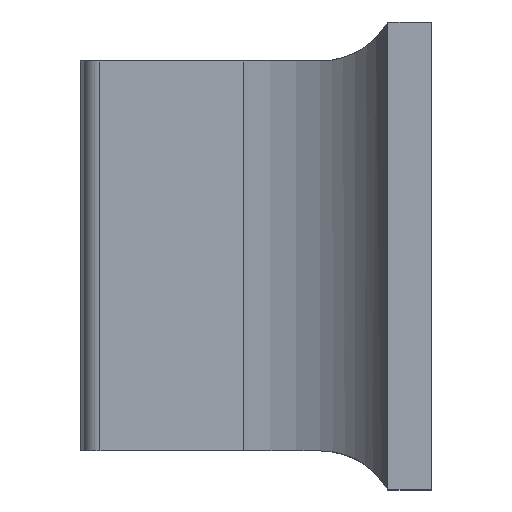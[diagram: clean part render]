
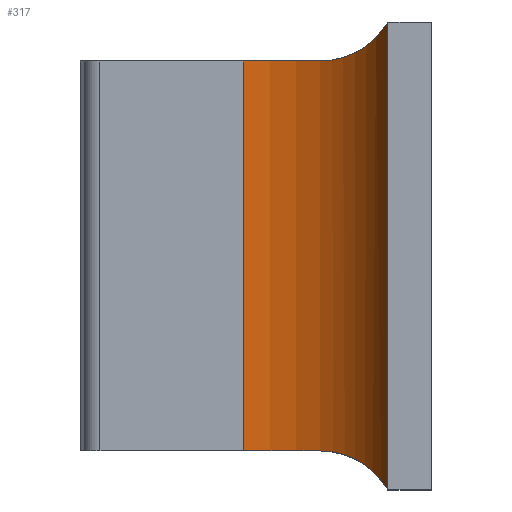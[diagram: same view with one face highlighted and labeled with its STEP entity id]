
A CAD part, left-side view. The second image highlights one B-rep face of the part: STEP entity #317.
In plain terms, the highlighted cylindrical face has radius 0.2 mm (diameter 0.4 mm), a partial arc.
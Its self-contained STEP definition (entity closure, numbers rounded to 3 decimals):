
#21 = CARTESIAN_POINT ( 'NONE',  ( -0.612, 0.071, -0.274 ) ) ;
#30 = B_SPLINE_CURVE_WITH_KNOTS ( 'NONE', 3,
 ( #855, #556, #21, #1515 ),
 .UNSPECIFIED., .F., .F.,
 ( 4, 4 ),
 ( 0., 0. ),
 .UNSPECIFIED. ) ;
#35 = DIRECTION ( 'NONE',  ( -1., 0., 0. ) ) ;
#143 = CARTESIAN_POINT ( 'NONE',  ( -0.65, 0.056, -0.3 ) ) ;
#154 = CARTESIAN_POINT ( 'NONE',  ( -0.525, 0.241, -0.25 ) ) ;
#167 = CIRCLE ( 'NONE', #1462, 0.2 ) ;
#200 = EDGE_CURVE ( 'NONE', #319, #538, #1123, .T. ) ;
#212 = DIRECTION ( 'NONE',  ( 1., 0., 0. ) ) ;
#217 = B_SPLINE_CURVE_WITH_KNOTS ( 'NONE', 3,
 ( #946, #388, #411, #818, #392, #418 ),
 .UNSPECIFIED., .F., .F.,
 ( 4, 2, 4 ),
 ( 0., 0., 0. ),
 .UNSPECIFIED. ) ;
#317 = ADVANCED_FACE ( 'NONE', ( #963 ), #514, .F. ) ;
#319 = VERTEX_POINT ( 'NONE', #143 ) ;
#388 = CARTESIAN_POINT ( 'NONE',  ( -0.631, 0.064, 0.287 ) ) ;
#392 = CARTESIAN_POINT ( 'NONE',  ( -0.563, 0.121, 0.25 ) ) ;
#411 = CARTESIAN_POINT ( 'NONE',  ( -0.613, 0.074, 0.275 ) ) ;
#418 = CARTESIAN_POINT ( 'NONE',  ( -0.551, 0.143, 0.25 ) ) ;
#428 = CARTESIAN_POINT ( 'NONE',  ( -0.725, 0.241, 0. ) ) ;
#434 = ORIENTED_EDGE ( 'NONE', *, *, #200, .T. ) ;
#436 = EDGE_CURVE ( 'NONE', #1156, #1495, #1411, .T. ) ;
#514 = CYLINDRICAL_SURFACE ( 'NONE', #975, 0.2 ) ;
#535 = DIRECTION ( 'NONE',  ( 0., 0., 1. ) ) ;
#538 = VERTEX_POINT ( 'NONE', #834 ) ;
#556 = CARTESIAN_POINT ( 'NONE',  ( -0.575, 0.1, -0.25 ) ) ;
#575 = CARTESIAN_POINT ( 'NONE',  ( -0.525, 0.241, 0.25 ) ) ;
#599 = CARTESIAN_POINT ( 'NONE',  ( -0.725, 0.241, 0.25 ) ) ;
#619 = CARTESIAN_POINT ( 'NONE',  ( -0.725, 0.241, -0.25 ) ) ;
#669 = ORIENTED_EDGE ( 'NONE', *, *, #1527, .F. ) ;
#741 = DIRECTION ( 'NONE',  ( 0., 0., -1. ) ) ;
#745 = VECTOR ( 'NONE', #928, 1000. ) ;
#780 = CARTESIAN_POINT ( 'NONE',  ( -0.551, 0.143, -0.25 ) ) ;
#818 = CARTESIAN_POINT ( 'NONE',  ( -0.579, 0.103, 0.257 ) ) ;
#834 = CARTESIAN_POINT ( 'NONE',  ( -0.65, 0.056, 0.3 ) ) ;
#843 = ORIENTED_EDGE ( 'NONE', *, *, #1662, .T. ) ;
#845 = VERTEX_POINT ( 'NONE', #780 ) ;
#855 = CARTESIAN_POINT ( 'NONE',  ( -0.551, 0.143, -0.25 ) ) ;
#928 = DIRECTION ( 'NONE',  ( 0., 0., 1. ) ) ;
#946 = CARTESIAN_POINT ( 'NONE',  ( -0.65, 0.056, 0.3 ) ) ;
#963 = FACE_OUTER_BOUND ( 'NONE', #991, .T. ) ;
#975 = AXIS2_PLACEMENT_3D ( 'NONE', #428, #1633, #35 ) ;
#991 = EDGE_LOOP ( 'NONE', ( #1630, #1253, #434, #843, #1285, #669 ) ) ;
#1099 = EDGE_CURVE ( 'NONE', #845, #319, #30, .T. ) ;
#1123 = LINE ( 'NONE', #1341, #1599 ) ;
#1156 = VERTEX_POINT ( 'NONE', #575 ) ;
#1221 = VERTEX_POINT ( 'NONE', #154 ) ;
#1236 = LINE ( 'NONE', #1335, #745 ) ;
#1253 = ORIENTED_EDGE ( 'NONE', *, *, #1099, .T. ) ;
#1285 = ORIENTED_EDGE ( 'NONE', *, *, #436, .F. ) ;
#1335 = CARTESIAN_POINT ( 'NONE',  ( -0.525, 0.241, 0.25 ) ) ;
#1341 = CARTESIAN_POINT ( 'NONE',  ( -0.65, 0.056, 0.3 ) ) ;
#1392 = EDGE_CURVE ( 'NONE', #845, #1221, #167, .T. ) ;
#1411 = CIRCLE ( 'NONE', #1667, 0.2 ) ;
#1460 = CARTESIAN_POINT ( 'NONE',  ( -0.551, 0.143, 0.25 ) ) ;
#1462 = AXIS2_PLACEMENT_3D ( 'NONE', #619, #1591, #212 ) ;
#1495 = VERTEX_POINT ( 'NONE', #1460 ) ;
#1515 = CARTESIAN_POINT ( 'NONE',  ( -0.65, 0.056, -0.3 ) ) ;
#1527 = EDGE_CURVE ( 'NONE', #1221, #1156, #1236, .T. ) ;
#1591 = DIRECTION ( 'NONE',  ( 0., 0., 1. ) ) ;
#1599 = VECTOR ( 'NONE', #535, 1000. ) ;
#1630 = ORIENTED_EDGE ( 'NONE', *, *, #1392, .F. ) ;
#1633 = DIRECTION ( 'NONE',  ( 0., 0., -1. ) ) ;
#1662 = EDGE_CURVE ( 'NONE', #538, #1495, #217, .T. ) ;
#1667 = AXIS2_PLACEMENT_3D ( 'NONE', #599, #741, #1683 ) ;
#1683 = DIRECTION ( 'NONE',  ( 1., 0., 0. ) ) ;
